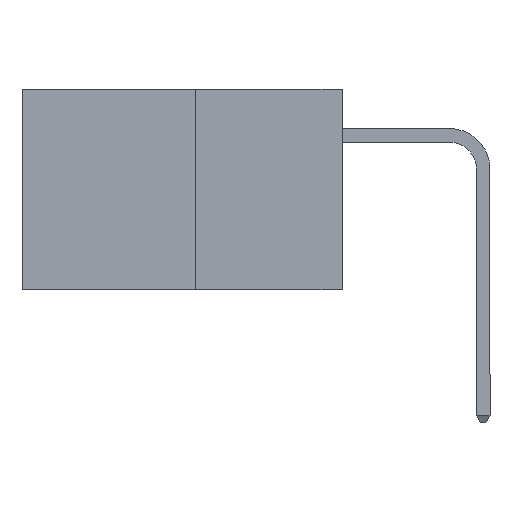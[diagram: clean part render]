
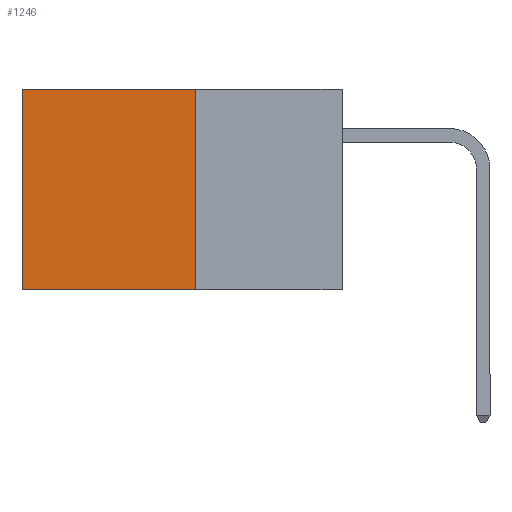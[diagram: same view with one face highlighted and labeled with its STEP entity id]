
A CAD part, left-side view. The second image highlights one B-rep face of the part: STEP entity #1246.
In plain terms, the highlighted planar face has unit normal (-1, 0, 0).
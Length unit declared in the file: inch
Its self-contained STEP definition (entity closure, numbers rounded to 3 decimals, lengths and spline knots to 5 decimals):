
#40 = DIRECTION ( 'NONE',  ( 0., 1., 0. ) ) ;
#161 = CARTESIAN_POINT ( 'NONE',  ( 0.277, 0.27, 0. ) ) ;
#409 = DIRECTION ( 'NONE',  ( 0., 0., -1. ) ) ;
#751 = CARTESIAN_POINT ( 'NONE',  ( 0.277, 0.59, -0.37 ) ) ;
#796 = VERTEX_POINT ( 'NONE', #10455 ) ;
#1080 = DIRECTION ( 'NONE',  ( 0., 1., 0. ) ) ;
#1246 = ADVANCED_FACE ( 'NONE', ( #5445 ), #6657, .F. ) ;
#1453 = DIRECTION ( 'NONE',  ( 0., 0., -1. ) ) ;
#2244 = VERTEX_POINT ( 'NONE', #2307 ) ;
#2307 = CARTESIAN_POINT ( 'NONE',  ( 0.277, 0.27, 0. ) ) ;
#3180 = CARTESIAN_POINT ( 'NONE',  ( 0.277, 0.27, -0.37 ) ) ;
#3226 = ORIENTED_EDGE ( 'NONE', *, *, #7004, .T. ) ;
#3311 = EDGE_CURVE ( 'NONE', #2244, #7940, #6625, .T. ) ;
#3324 = CARTESIAN_POINT ( 'NONE',  ( 0.277, 0.59, 0. ) ) ;
#3809 = EDGE_CURVE ( 'NONE', #796, #5599, #8822, .T. ) ;
#5133 = DIRECTION ( 'NONE',  ( 0., 0., -1. ) ) ;
#5164 = EDGE_CURVE ( 'NONE', #2244, #796, #7945, .T. ) ;
#5339 = CARTESIAN_POINT ( 'NONE',  ( 0.277, 0.27, -0.37 ) ) ;
#5445 = FACE_OUTER_BOUND ( 'NONE', #5668, .T. ) ;
#5599 = VERTEX_POINT ( 'NONE', #9494 ) ;
#5668 = EDGE_LOOP ( 'NONE', ( #3226, #7530, #9591, #5712 ) ) ;
#5712 = ORIENTED_EDGE ( 'NONE', *, *, #3311, .T. ) ;
#6005 = DIRECTION ( 'NONE',  ( 1., 0., 0. ) ) ;
#6371 = VECTOR ( 'NONE', #40, 39.37008 ) ;
#6625 = LINE ( 'NONE', #161, #6371 ) ;
#6657 = PLANE ( 'NONE',  #9499 ) ;
#6869 = CARTESIAN_POINT ( 'NONE',  ( 0.277, 0.27, -0.37 ) ) ;
#7004 = EDGE_CURVE ( 'NONE', #7940, #5599, #10373, .T. ) ;
#7530 = ORIENTED_EDGE ( 'NONE', *, *, #3809, .F. ) ;
#7940 = VERTEX_POINT ( 'NONE', #3324 ) ;
#7945 = LINE ( 'NONE', #5339, #9726 ) ;
#8569 = VECTOR ( 'NONE', #1080, 39.37008 ) ;
#8822 = LINE ( 'NONE', #3180, #8569 ) ;
#9494 = CARTESIAN_POINT ( 'NONE',  ( 0.277, 0.59, -0.37 ) ) ;
#9499 = AXIS2_PLACEMENT_3D ( 'NONE', #6869, #6005, #1453 ) ;
#9591 = ORIENTED_EDGE ( 'NONE', *, *, #5164, .F. ) ;
#9726 = VECTOR ( 'NONE', #5133, 39.37008 ) ;
#10145 = VECTOR ( 'NONE', #409, 39.37008 ) ;
#10373 = LINE ( 'NONE', #751, #10145 ) ;
#10455 = CARTESIAN_POINT ( 'NONE',  ( 0.277, 0.27, -0.37 ) ) ;
